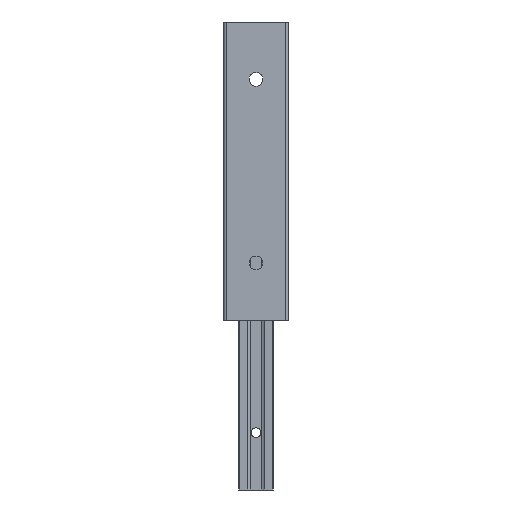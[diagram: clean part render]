
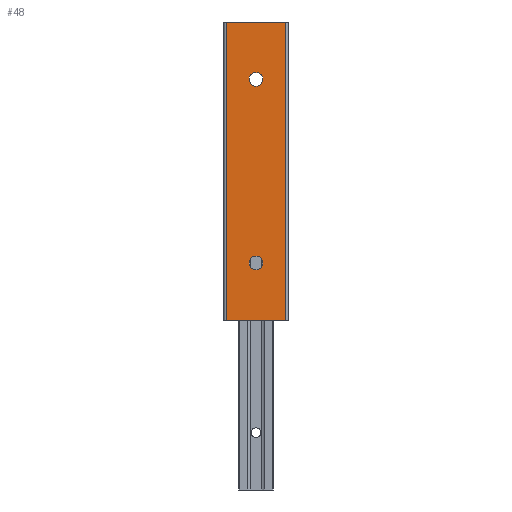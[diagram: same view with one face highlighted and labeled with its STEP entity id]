
A CAD part, left-side view. The second image highlights one B-rep face of the part: STEP entity #48.
In plain terms, the highlighted planar face has unit normal (-1, 0, 0).
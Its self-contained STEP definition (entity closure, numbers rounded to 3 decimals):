
#48 = ADVANCED_FACE ( 'NONE', ( #1136, #1854, #1866 ), #1469, .T. ) ;
#101 = EDGE_CURVE ( 'NONE', #192, #1192, #1877, .T. ) ;
#105 = CARTESIAN_POINT ( 'NONE',  ( 0., 13., 0. ) ) ;
#115 = CARTESIAN_POINT ( 'NONE',  ( 0., 0., -105. ) ) ;
#116 = ORIENTED_EDGE ( 'NONE', *, *, #2139, .T. ) ;
#138 = DIRECTION ( 'NONE',  ( 0., 0., -1. ) ) ;
#140 = EDGE_CURVE ( 'NONE', #1362, #466, #2344, .T. ) ;
#160 = VECTOR ( 'NONE', #319, 1000. ) ;
#175 = CARTESIAN_POINT ( 'NONE',  ( 0., 0., -102. ) ) ;
#192 = VERTEX_POINT ( 'NONE', #105 ) ;
#204 = DIRECTION ( 'NONE',  ( -1., 0., 0. ) ) ;
#220 = EDGE_LOOP ( 'NONE', ( #1325, #1245 ) ) ;
#274 = CIRCLE ( 'NONE', #302, 3. ) ;
#277 = VECTOR ( 'NONE', #310, 1000. ) ;
#290 = DIRECTION ( 'NONE',  ( 0., 0., -1. ) ) ;
#294 = EDGE_CURVE ( 'NONE', #1281, #643, #274, .T. ) ;
#302 = AXIS2_PLACEMENT_3D ( 'NONE', #1809, #1980, #138 ) ;
#306 = EDGE_LOOP ( 'NONE', ( #116, #1100 ) ) ;
#310 = DIRECTION ( 'NONE',  ( 0., 0., 1. ) ) ;
#319 = DIRECTION ( 'NONE',  ( 0., 0., 1. ) ) ;
#410 = ORIENTED_EDGE ( 'NONE', *, *, #1507, .T. ) ;
#466 = VERTEX_POINT ( 'NONE', #2223 ) ;
#477 = CARTESIAN_POINT ( 'NONE',  ( 0., 0., -25. ) ) ;
#478 = CARTESIAN_POINT ( 'NONE',  ( 0., 0., -108. ) ) ;
#499 = LINE ( 'NONE', #1415, #2039 ) ;
#546 = EDGE_CURVE ( 'NONE', #1750, #192, #2143, .T. ) ;
#613 = DIRECTION ( 'NONE',  ( 1., 0., 0. ) ) ;
#643 = VERTEX_POINT ( 'NONE', #175 ) ;
#664 = CARTESIAN_POINT ( 'NONE',  ( 0., 13., -130. ) ) ;
#720 = DIRECTION ( 'NONE',  ( 0., -1., 0. ) ) ;
#725 = CARTESIAN_POINT ( 'NONE',  ( 0., 13., -130. ) ) ;
#757 = AXIS2_PLACEMENT_3D ( 'NONE', #1292, #204, #1460 ) ;
#825 = LINE ( 'NONE', #1182, #277 ) ;
#885 = EDGE_CURVE ( 'NONE', #643, #1281, #1337, .T. ) ;
#904 = CARTESIAN_POINT ( 'NONE',  ( 0., -13., -130. ) ) ;
#936 = DIRECTION ( 'NONE',  ( 0., -1., 0. ) ) ;
#955 = AXIS2_PLACEMENT_3D ( 'NONE', #1164, #613, #290 ) ;
#1037 = DIRECTION ( 'NONE',  ( 1., 0., 0. ) ) ;
#1063 = VECTOR ( 'NONE', #936, 1000. ) ;
#1100 = ORIENTED_EDGE ( 'NONE', *, *, #140, .T. ) ;
#1136 = FACE_BOUND ( 'NONE', #220, .T. ) ;
#1164 = CARTESIAN_POINT ( 'NONE',  ( 0., 0., -25. ) ) ;
#1182 = CARTESIAN_POINT ( 'NONE',  ( 0., -13., -130. ) ) ;
#1192 = VERTEX_POINT ( 'NONE', #1508 ) ;
#1200 = DIRECTION ( 'NONE',  ( 0., 0., -1. ) ) ;
#1213 = DIRECTION ( 'NONE',  ( 0., 0., -1. ) ) ;
#1239 = EDGE_CURVE ( 'NONE', #1745, #1192, #825, .T. ) ;
#1245 = ORIENTED_EDGE ( 'NONE', *, *, #885, .T. ) ;
#1281 = VERTEX_POINT ( 'NONE', #478 ) ;
#1292 = CARTESIAN_POINT ( 'NONE',  ( 0., 13., -130. ) ) ;
#1325 = ORIENTED_EDGE ( 'NONE', *, *, #294, .T. ) ;
#1337 = CIRCLE ( 'NONE', #1371, 3. ) ;
#1348 = ORIENTED_EDGE ( 'NONE', *, *, #1239, .T. ) ;
#1362 = VERTEX_POINT ( 'NONE', #1503 ) ;
#1371 = AXIS2_PLACEMENT_3D ( 'NONE', #115, #2119, #1200 ) ;
#1376 = CIRCLE ( 'NONE', #1807, 3. ) ;
#1415 = CARTESIAN_POINT ( 'NONE',  ( 0., 13., -130. ) ) ;
#1460 = DIRECTION ( 'NONE',  ( 0., -1., 0. ) ) ;
#1469 = PLANE ( 'NONE',  #757 ) ;
#1503 = CARTESIAN_POINT ( 'NONE',  ( 0., 0., -22. ) ) ;
#1507 = EDGE_CURVE ( 'NONE', #1750, #1745, #499, .T. ) ;
#1508 = CARTESIAN_POINT ( 'NONE',  ( 0., -13., 0. ) ) ;
#1611 = ORIENTED_EDGE ( 'NONE', *, *, #101, .F. ) ;
#1745 = VERTEX_POINT ( 'NONE', #904 ) ;
#1750 = VERTEX_POINT ( 'NONE', #725 ) ;
#1797 = ORIENTED_EDGE ( 'NONE', *, *, #546, .F. ) ;
#1807 = AXIS2_PLACEMENT_3D ( 'NONE', #477, #1037, #1213 ) ;
#1809 = CARTESIAN_POINT ( 'NONE',  ( 0., 0., -105. ) ) ;
#1854 = FACE_BOUND ( 'NONE', #306, .T. ) ;
#1866 = FACE_OUTER_BOUND ( 'NONE', #2067, .T. ) ;
#1877 = LINE ( 'NONE', #2072, #1063 ) ;
#1980 = DIRECTION ( 'NONE',  ( 1., 0., 0. ) ) ;
#2039 = VECTOR ( 'NONE', #720, 1000. ) ;
#2067 = EDGE_LOOP ( 'NONE', ( #1611, #1797, #410, #1348 ) ) ;
#2072 = CARTESIAN_POINT ( 'NONE',  ( 0., 13., 0. ) ) ;
#2119 = DIRECTION ( 'NONE',  ( 1., 0., 0. ) ) ;
#2139 = EDGE_CURVE ( 'NONE', #466, #1362, #1376, .T. ) ;
#2143 = LINE ( 'NONE', #664, #160 ) ;
#2223 = CARTESIAN_POINT ( 'NONE',  ( 0., 0., -28. ) ) ;
#2344 = CIRCLE ( 'NONE', #955, 3. ) ;
